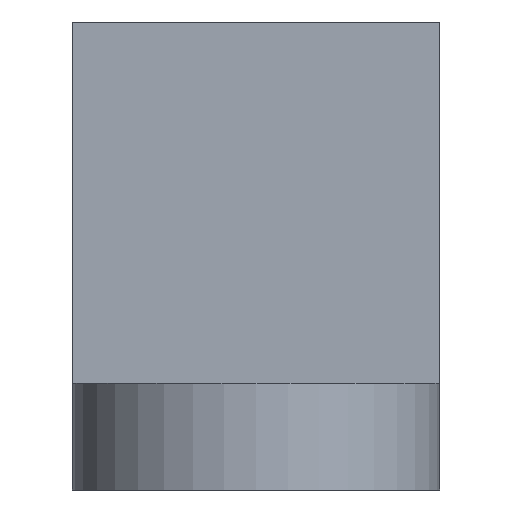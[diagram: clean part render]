
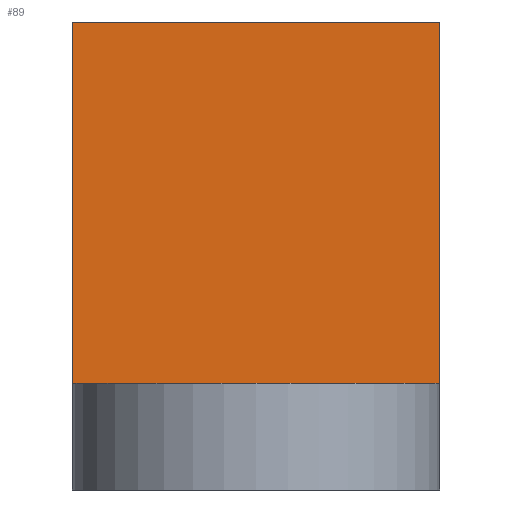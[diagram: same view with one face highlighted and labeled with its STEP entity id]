
A CAD part, left-side view. The second image highlights one B-rep face of the part: STEP entity #89.
In plain terms, the highlighted planar face has unit normal (-1, 0, 0).
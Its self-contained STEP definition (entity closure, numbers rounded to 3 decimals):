
#89=ADVANCED_FACE('',(#143),#119,.F.);
#119=PLANE('',#682);
#143=FACE_OUTER_BOUND('',#170,.T.);
#170=EDGE_LOOP('',(#253,#254,#255,#256));
#253=ORIENTED_EDGE('',*,*,#485,.F.);
#254=ORIENTED_EDGE('',*,*,#486,.F.);
#255=ORIENTED_EDGE('',*,*,#487,.T.);
#256=ORIENTED_EDGE('',*,*,#488,.T.);
#419=VERTEX_POINT('',#1004);
#420=VERTEX_POINT('',#1005);
#421=VERTEX_POINT('',#1007);
#422=VERTEX_POINT('',#1009);
#485=EDGE_CURVE('',#419,#420,#568,.T.);
#486=EDGE_CURVE('',#421,#419,#569,.T.);
#487=EDGE_CURVE('',#421,#422,#570,.T.);
#488=EDGE_CURVE('',#422,#420,#571,.T.);
#568=LINE('',#1003,#631);
#569=LINE('',#1006,#632);
#570=LINE('',#1008,#633);
#571=LINE('',#1010,#634);
#631=VECTOR('',#793,1.);
#632=VECTOR('',#794,1.);
#633=VECTOR('',#795,1.);
#634=VECTOR('',#796,1.);
#682=AXIS2_PLACEMENT_3D('',#1011,#797,#798);
#793=DIRECTION('',(0.,1.,0.));
#794=DIRECTION('',(0.,0.,-1.));
#795=DIRECTION('',(0.,1.,0.));
#796=DIRECTION('',(0.,0.,-1.));
#797=DIRECTION('',(1.,0.,0.));
#798=DIRECTION('',(0.,0.,-1.));
#1003=CARTESIAN_POINT('',(-2.,-11.,3.2));
#1004=CARTESIAN_POINT('',(-2.,-11.,3.2));
#1005=CARTESIAN_POINT('',(-2.,0.,3.2));
#1006=CARTESIAN_POINT('',(-2.,-11.,11.5));
#1007=CARTESIAN_POINT('',(-2.,-11.,14.));
#1008=CARTESIAN_POINT('',(-2.,-11.,14.));
#1009=CARTESIAN_POINT('',(-2.,0.,14.));
#1010=CARTESIAN_POINT('',(-2.,0.,14.));
#1011=CARTESIAN_POINT('',(-2.,-11.,14.));
